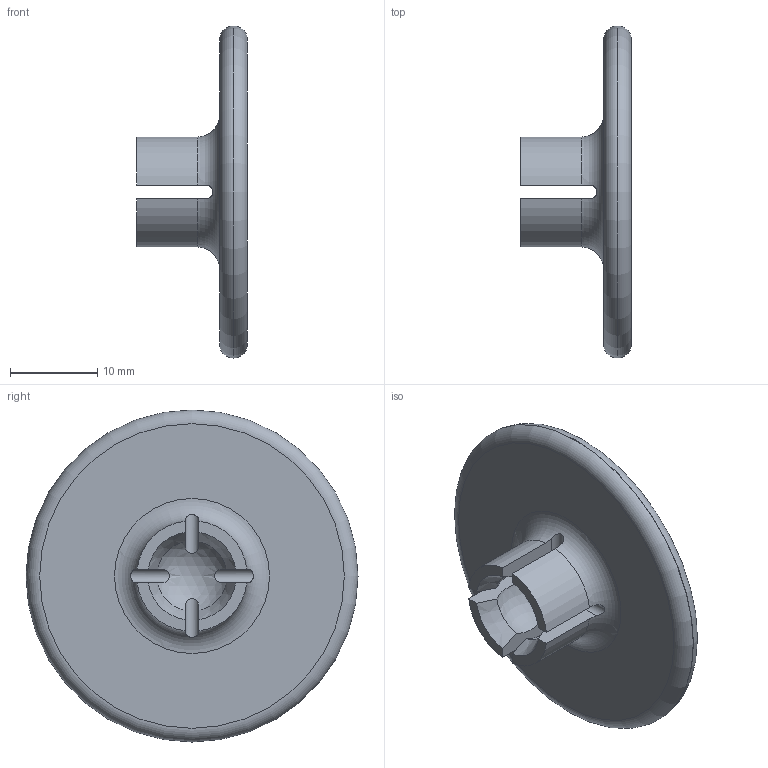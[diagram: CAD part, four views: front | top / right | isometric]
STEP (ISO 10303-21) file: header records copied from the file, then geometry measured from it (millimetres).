
FILE_DESCRIPTION(/* description */ (''),/* implementation_level */ '2;1');
FILE_NAME(/* name */ 'temple_pad.step',/* time_stamp */ '2021-05-17T15:09:05-07:00',/* author */ (''),/* organization */ (''),/* preprocessor_version */ 'ST-DEVELOPER v18.1',/* originating_system */ 'Autodesk Translation Framework v10.6.0.1341',/* authorisation */ '');
FILE_SCHEMA (('AUTOMOTIVE_DESIGN { 1 0 10303 214 3 1 1 }'));
Length unit declared in the file: inch
Products named in the file (3): forehead_slider; forhead bar; Temple Pad
Assembly tree (2 placements, depth 3):
  forehead_slider
    forhead bar
      Temple Pad
Bounding box: 12.7 x 38.1 x 38.1 mm (x, y, z)
Volume: 4117.9 mm3; surface area: 3079 mm2
Topology: 1 solids, 1 shells, 31 faces, 88 edges, 60 vertices
Faces by surface type: plane 14, cylinder 9, cone 4, torus 3, sphere 1
Full cylindrical faces by diameter (mm): 38.1 x1
Entity records: 1305 total; most frequent: CARTESIAN_POINT 424, ORIENTED_EDGE 176, DIRECTION 165, EDGE_CURVE 88, AXIS2_PLACEMENT_3D 70, VERTEX_POINT 60, CIRCLE 34, EDGE_LOOP 32
